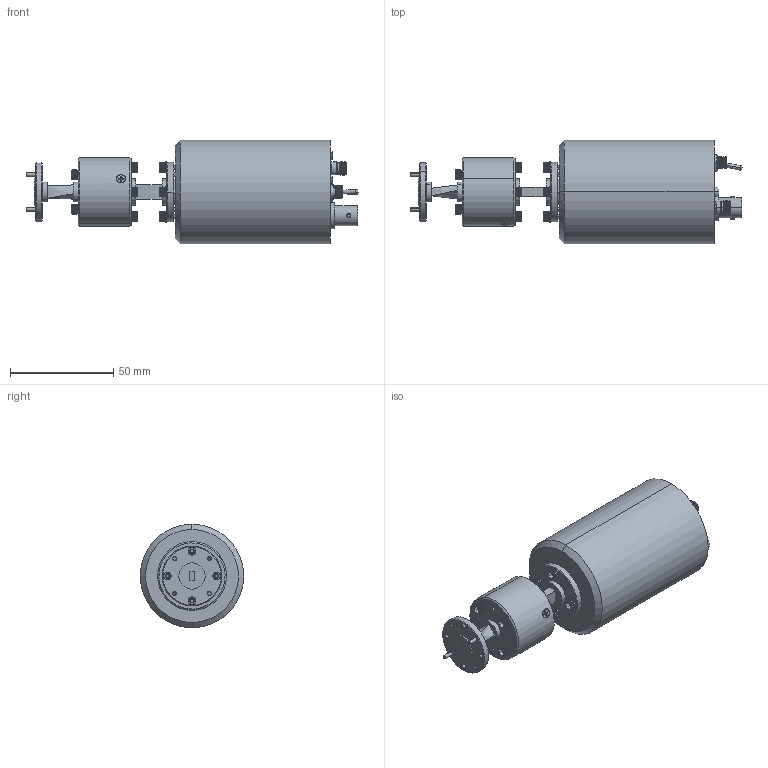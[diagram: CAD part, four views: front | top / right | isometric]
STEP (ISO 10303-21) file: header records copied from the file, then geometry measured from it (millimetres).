
FILE_DESCRIPTION (( 'STEP AP203' ), '1' );
FILE_NAME ('STZ-19-I1.STEP', '2019-04-09T21:58:04', ( '' ), ( '' ), 'SwSTEP 2.0', 'SolidWorks 2016', '' );
FILE_SCHEMA (( 'CONFIG_CONTROL_DESIGN' ));
Length unit declared in the file: millimetre
Products named in the file (1): STZ-19-I1
Bounding box: 160.5 x 50 x 50 mm (x, y, z)
Volume: 166980.9 mm3; surface area: 36129.5 mm2
Topology: 49 solids, 49 shells, 2924 faces, 7884 edges, 5132 vertices
Faces by surface type: plane 1580, cylinder 964, cone 310, bspline 40, torus 30
Entity records: 106720 total; most frequent: CARTESIAN_POINT 38006, ORIENTED_EDGE 15684, DIRECTION 12580, EDGE_CURVE 7842, VERTEX_POINT 5132, AXIS2_PLACEMENT_3D 4741, EDGE_LOOP 3122, LINE 3098
